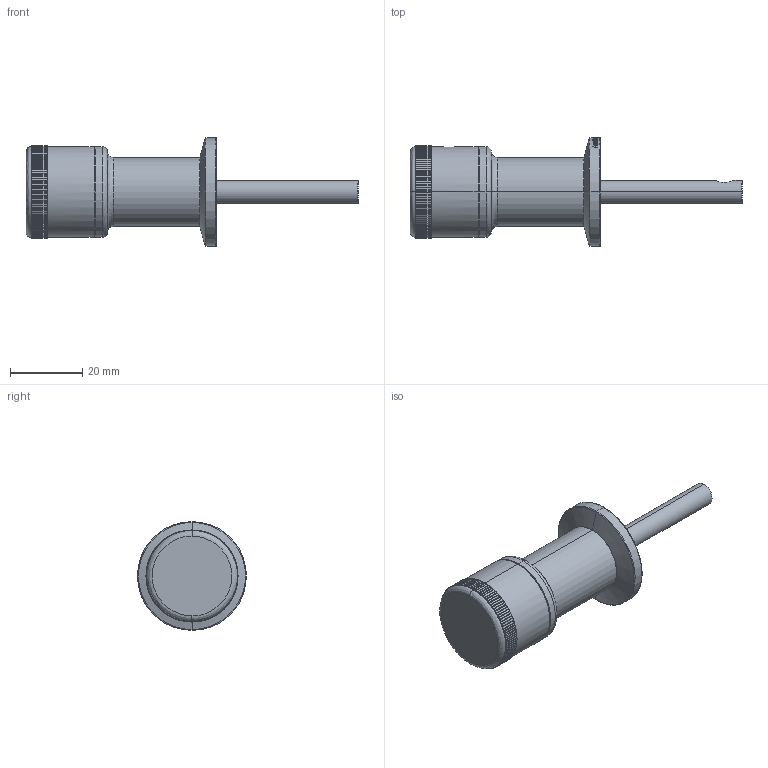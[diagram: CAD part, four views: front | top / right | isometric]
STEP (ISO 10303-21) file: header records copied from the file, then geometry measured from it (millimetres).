
FILE_DESCRIPTION (( 'STEP AP203' ), '1' );
FILE_NAME ('113210.stp', '2018-04-19T19:27:17', ( '' ), ( '' ), 'SwSTEP 2.0', 'SolidWorks 2012', '' );
FILE_SCHEMA (( 'CONFIG_CONTROL_DESIGN' ));
Length unit declared in the file: centimetre
Products named in the file (1): 113210
Bounding box: 91.64 x 29.97 x 29.97 mm (x, y, z)
Volume: 21852.9 mm3; surface area: 6428.7 mm2
Topology: 1 solids, 1 shells, 914 faces, 2150 edges, 1270 vertices
Faces by surface type: plane 579, cylinder 171, bspline 152, cone 12
Entity records: 53963 total; most frequent: CARTESIAN_POINT 33982, ORIENTED_EDGE 4296, DIRECTION 3864, EDGE_CURVE 2148, AXIS2_PLACEMENT_3D 1365, VERTEX_POINT 1270, LINE 1134, VECTOR 1134
